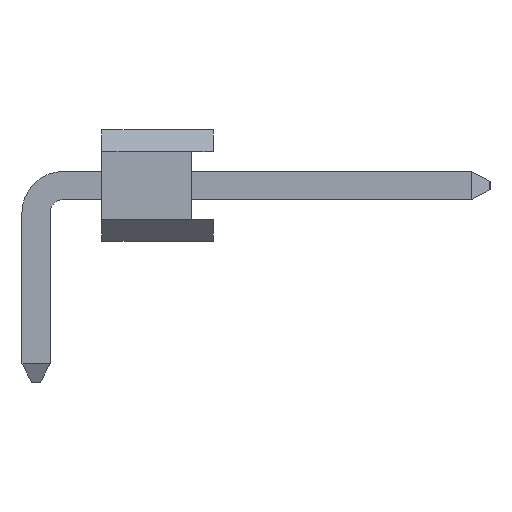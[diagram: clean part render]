
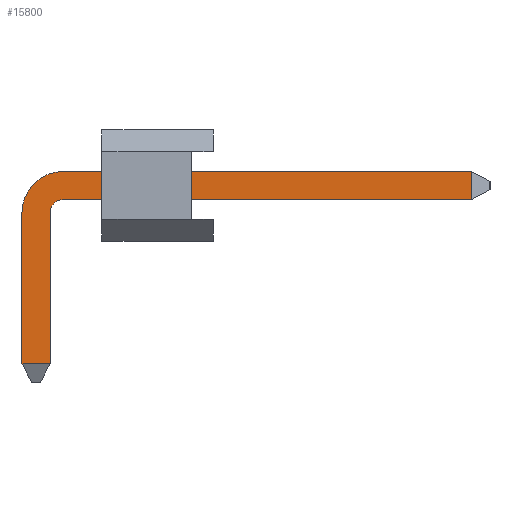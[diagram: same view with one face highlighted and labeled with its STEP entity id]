
A CAD part, left-side view. The second image highlights one B-rep face of the part: STEP entity #15800.
In plain terms, the highlighted planar face has unit normal (-1, 0, 0).
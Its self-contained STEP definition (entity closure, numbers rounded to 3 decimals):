
#35 = DIRECTION ( 'NONE',  ( 0., 0., -1. ) ) ;
#364 = LINE ( 'NONE', #2560, #17313 ) ;
#377 = LINE ( 'NONE', #5695, #5156 ) ;
#1001 = CARTESIAN_POINT ( 'NONE',  ( -24.45, 4.36, -0.95 ) ) ;
#1269 = DIRECTION ( 'NONE',  ( 1., 0., 0. ) ) ;
#1276 = VERTEX_POINT ( 'NONE', #8869 ) ;
#1518 = ORIENTED_EDGE ( 'NONE', *, *, #21395, .F. ) ;
#2560 = CARTESIAN_POINT ( 'NONE',  ( -24.45, -6.3, -5.33 ) ) ;
#2856 = AXIS2_PLACEMENT_3D ( 'NONE', #14144, #11943, #21186 ) ;
#3603 = DIRECTION ( 'NONE',  ( -1., 0., 0. ) ) ;
#4297 = VERTEX_POINT ( 'NONE', #21206 ) ;
#4622 = VECTOR ( 'NONE', #8582, 1000. ) ;
#4784 = EDGE_CURVE ( 'NONE', #22642, #9444, #10670, .T. ) ;
#4880 = PLANE ( 'NONE',  #2856 ) ;
#5156 = VECTOR ( 'NONE', #35, 1000. ) ;
#5232 = DIRECTION ( 'NONE',  ( 0., 0., 1. ) ) ;
#5331 = EDGE_CURVE ( 'NONE', #6220, #21739, #364, .T. ) ;
#5695 = CARTESIAN_POINT ( 'NONE',  ( -24.45, 4.36, -0.95 ) ) ;
#5886 = CARTESIAN_POINT ( 'NONE',  ( -24.45, 3.72, -1.89 ) ) ;
#6220 = VERTEX_POINT ( 'NONE', #15706 ) ;
#6265 = LINE ( 'NONE', #20510, #21942 ) ;
#6417 = VERTEX_POINT ( 'NONE', #11389 ) ;
#6660 = ORIENTED_EDGE ( 'NONE', *, *, #8859, .T. ) ;
#6933 = CARTESIAN_POINT ( 'NONE',  ( -24.45, 4.36, -1.59 ) ) ;
#7052 = FACE_OUTER_BOUND ( 'NONE', #7061, .T. ) ;
#7061 = EDGE_LOOP ( 'NONE', ( #9071, #1518, #9352, #22648, #10522, #6660, #13090, #13567 ) ) ;
#7620 = DIRECTION ( 'NONE',  ( 0., 1., 0. ) ) ;
#7800 = EDGE_CURVE ( 'NONE', #4297, #6417, #19576, .T. ) ;
#8262 = CARTESIAN_POINT ( 'NONE',  ( -24.45, 4.36, -5.33 ) ) ;
#8582 = DIRECTION ( 'NONE',  ( 0., 0., 1. ) ) ;
#8859 = EDGE_CURVE ( 'NONE', #6220, #22642, #6265, .T. ) ;
#8869 = CARTESIAN_POINT ( 'NONE',  ( -24.45, -5.88, -1.59 ) ) ;
#9071 = ORIENTED_EDGE ( 'NONE', *, *, #9797, .T. ) ;
#9352 = ORIENTED_EDGE ( 'NONE', *, *, #7800, .T. ) ;
#9444 = VERTEX_POINT ( 'NONE', #12228 ) ;
#9446 = CARTESIAN_POINT ( 'NONE',  ( -24.45, -5.88, -0.95 ) ) ;
#9797 = EDGE_CURVE ( 'NONE', #1276, #12245, #22610, .T. ) ;
#10056 = VECTOR ( 'NONE', #10552, 1000. ) ;
#10286 = DIRECTION ( 'NONE',  ( 0., -1., 0. ) ) ;
#10522 = ORIENTED_EDGE ( 'NONE', *, *, #5331, .F. ) ;
#10552 = DIRECTION ( 'NONE',  ( 0., -1., 0. ) ) ;
#10670 = CIRCLE ( 'NONE', #15852, 0.3 ) ;
#11389 = CARTESIAN_POINT ( 'NONE',  ( -24.45, 4.36, -1.89 ) ) ;
#11728 = DIRECTION ( 'NONE',  ( 0., 0., 1. ) ) ;
#11852 = EDGE_CURVE ( 'NONE', #9444, #1276, #16000, .T. ) ;
#11943 = DIRECTION ( 'NONE',  ( -1., 0., 0. ) ) ;
#12228 = CARTESIAN_POINT ( 'NONE',  ( -24.45, 3.42, -1.59 ) ) ;
#12245 = VERTEX_POINT ( 'NONE', #9446 ) ;
#13090 = ORIENTED_EDGE ( 'NONE', *, *, #4784, .T. ) ;
#13409 = LINE ( 'NONE', #1001, #22910 ) ;
#13567 = ORIENTED_EDGE ( 'NONE', *, *, #11852, .T. ) ;
#14144 = CARTESIAN_POINT ( 'NONE',  ( -24.45, 4.36, -0.95 ) ) ;
#14152 = CARTESIAN_POINT ( 'NONE',  ( -24.45, 3.42, -1.89 ) ) ;
#15057 = CARTESIAN_POINT ( 'NONE',  ( -24.45, 3.42, -1.89 ) ) ;
#15706 = CARTESIAN_POINT ( 'NONE',  ( -24.45, 3.72, -5.33 ) ) ;
#15800 = ADVANCED_FACE ( 'NONE', ( #7052 ), #4880, .T. ) ;
#15852 = AXIS2_PLACEMENT_3D ( 'NONE', #15057, #1269, #18984 ) ;
#16000 = LINE ( 'NONE', #6933, #10056 ) ;
#16940 = CARTESIAN_POINT ( 'NONE',  ( -24.45, -5.88, -5.75 ) ) ;
#17313 = VECTOR ( 'NONE', #7620, 1000. ) ;
#18065 = EDGE_CURVE ( 'NONE', #6417, #21739, #377, .T. ) ;
#18984 = DIRECTION ( 'NONE',  ( 0., 0., 1. ) ) ;
#19576 = CIRCLE ( 'NONE', #21426, 0.94 ) ;
#20510 = CARTESIAN_POINT ( 'NONE',  ( -24.45, 3.72, -5.75 ) ) ;
#21186 = DIRECTION ( 'NONE',  ( 0., 0., 1. ) ) ;
#21206 = CARTESIAN_POINT ( 'NONE',  ( -24.45, 3.42, -0.95 ) ) ;
#21395 = EDGE_CURVE ( 'NONE', #4297, #12245, #13409, .T. ) ;
#21426 = AXIS2_PLACEMENT_3D ( 'NONE', #14152, #3603, #5232 ) ;
#21739 = VERTEX_POINT ( 'NONE', #8262 ) ;
#21942 = VECTOR ( 'NONE', #11728, 1000. ) ;
#22610 = LINE ( 'NONE', #16940, #4622 ) ;
#22642 = VERTEX_POINT ( 'NONE', #5886 ) ;
#22648 = ORIENTED_EDGE ( 'NONE', *, *, #18065, .T. ) ;
#22910 = VECTOR ( 'NONE', #10286, 1000. ) ;
